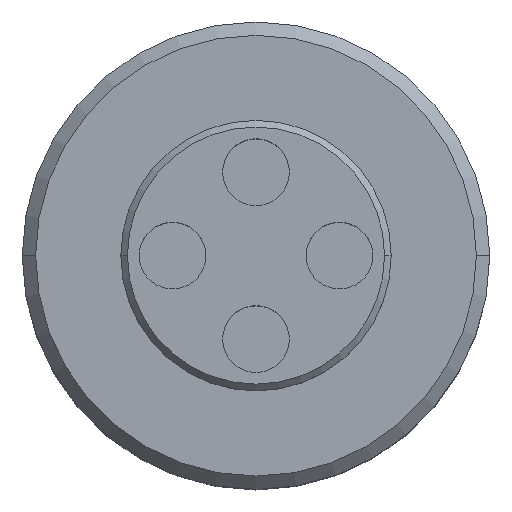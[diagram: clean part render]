
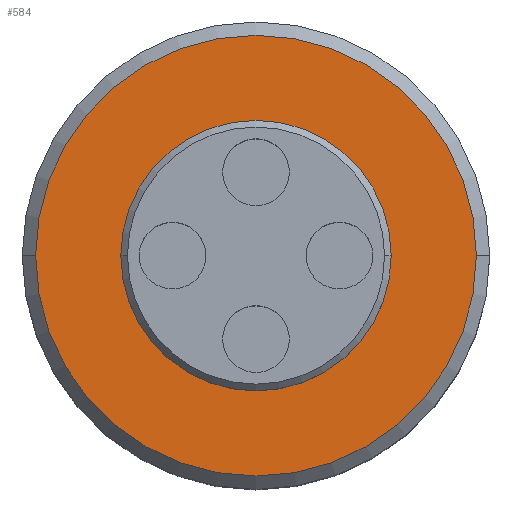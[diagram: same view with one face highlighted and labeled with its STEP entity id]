
A CAD part, top view. The second image highlights one B-rep face of the part: STEP entity #584.
In plain terms, the highlighted planar face has unit normal (0, 0, 1).
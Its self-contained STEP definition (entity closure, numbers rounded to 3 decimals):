
#36 = DIRECTION ( 'NONE',  ( 0., 0., -1. ) ) ;
#156 = AXIS2_PLACEMENT_3D ( 'NONE', #1376, #206, #1129 ) ;
#163 = CARTESIAN_POINT ( 'NONE',  ( 0., 4.05, -1.4 ) ) ;
#199 = VERTEX_POINT ( 'NONE', #302 ) ;
#206 = DIRECTION ( 'NONE',  ( 0., 0., 1. ) ) ;
#242 = DIRECTION ( 'NONE',  ( 0., 0., 1. ) ) ;
#250 = AXIS2_PLACEMENT_3D ( 'NONE', #1627, #242, #1138 ) ;
#265 = CARTESIAN_POINT ( 'NONE',  ( 4.05, 0., -1.4 ) ) ;
#277 = ORIENTED_EDGE ( 'NONE', *, *, #1449, .F. ) ;
#288 = PLANE ( 'NONE',  #896 ) ;
#302 = CARTESIAN_POINT ( 'NONE',  ( -6.6, 0., -1.4 ) ) ;
#317 = DIRECTION ( 'NONE',  ( -1., 0., 0. ) ) ;
#319 = CIRCLE ( 'NONE', #250, 4.05 ) ;
#395 = ORIENTED_EDGE ( 'NONE', *, *, #816, .T. ) ;
#514 = CIRCLE ( 'NONE', #845, 4.05 ) ;
#519 = DIRECTION ( 'NONE',  ( 0., 0., 1. ) ) ;
#533 = ORIENTED_EDGE ( 'NONE', *, *, #969, .F. ) ;
#584 = ADVANCED_FACE ( 'NONE', ( #801, #1610 ), #288, .F. ) ;
#637 = CARTESIAN_POINT ( 'NONE',  ( -4.05, 0., -1.4 ) ) ;
#731 = ORIENTED_EDGE ( 'NONE', *, *, #1414, .T. ) ;
#801 = FACE_BOUND ( 'NONE', #1292, .T. ) ;
#816 = EDGE_CURVE ( 'NONE', #199, #1171, #1035, .T. ) ;
#845 = AXIS2_PLACEMENT_3D ( 'NONE', #989, #519, #1374 ) ;
#896 = AXIS2_PLACEMENT_3D ( 'NONE', #163, #36, #317 ) ;
#911 = CARTESIAN_POINT ( 'NONE',  ( 0., 0., -1.4 ) ) ;
#916 = DIRECTION ( 'NONE',  ( 0., 0., 1. ) ) ;
#947 = EDGE_LOOP ( 'NONE', ( #395, #731 ) ) ;
#969 = EDGE_CURVE ( 'NONE', #1567, #1382, #514, .T. ) ;
#977 = DIRECTION ( 'NONE',  ( 1., 0., 0. ) ) ;
#989 = CARTESIAN_POINT ( 'NONE',  ( 0., 0., -1.4 ) ) ;
#1035 = CIRCLE ( 'NONE', #1512, 6.6 ) ;
#1129 = DIRECTION ( 'NONE',  ( 1., 0., 0. ) ) ;
#1138 = DIRECTION ( 'NONE',  ( 1., 0., 0. ) ) ;
#1171 = VERTEX_POINT ( 'NONE', #1599 ) ;
#1292 = EDGE_LOOP ( 'NONE', ( #533, #277 ) ) ;
#1320 = CIRCLE ( 'NONE', #156, 6.6 ) ;
#1374 = DIRECTION ( 'NONE',  ( 1., 0., 0. ) ) ;
#1376 = CARTESIAN_POINT ( 'NONE',  ( 0., 0., -1.4 ) ) ;
#1382 = VERTEX_POINT ( 'NONE', #637 ) ;
#1414 = EDGE_CURVE ( 'NONE', #1171, #199, #1320, .T. ) ;
#1449 = EDGE_CURVE ( 'NONE', #1382, #1567, #319, .T. ) ;
#1512 = AXIS2_PLACEMENT_3D ( 'NONE', #911, #916, #977 ) ;
#1567 = VERTEX_POINT ( 'NONE', #265 ) ;
#1599 = CARTESIAN_POINT ( 'NONE',  ( 6.6, 0., -1.4 ) ) ;
#1610 = FACE_OUTER_BOUND ( 'NONE', #947, .T. ) ;
#1627 = CARTESIAN_POINT ( 'NONE',  ( 0., 0., -1.4 ) ) ;
